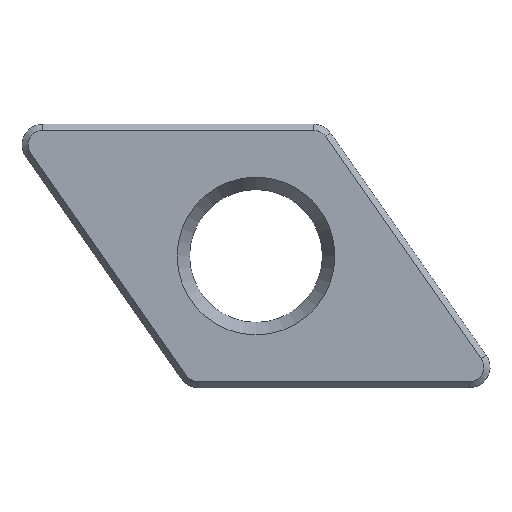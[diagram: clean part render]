
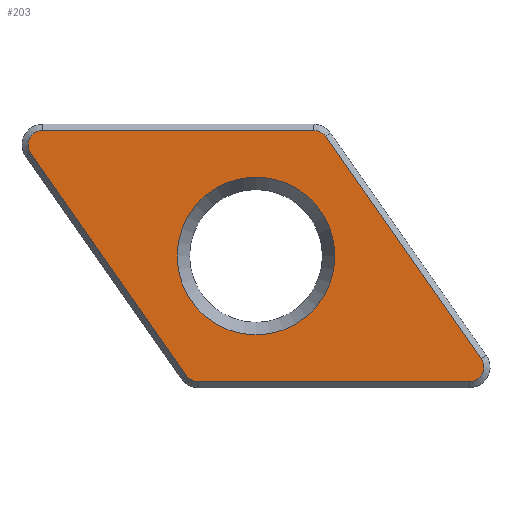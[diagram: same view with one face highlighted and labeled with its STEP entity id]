
A CAD part, front view. The second image highlights one B-rep face of the part: STEP entity #203.
In plain terms, the highlighted planar face has unit normal (0, -1, 0).
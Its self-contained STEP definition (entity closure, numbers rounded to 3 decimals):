
#12 = VERTEX_POINT ( 'NONE', #105 ) ;
#26 = CARTESIAN_POINT ( 'NONE',  ( -9.413, -3.18, 12.4 ) ) ;
#41 = VERTEX_POINT ( 'NONE', #26 ) ;
#44 = CIRCLE ( 'NONE', #396, 0.7 ) ;
#70 = CARTESIAN_POINT ( 'NONE',  ( -15.557, -3.18, 0.598 ) ) ;
#73 = DIRECTION ( 'NONE',  ( 0., -1., 0. ) ) ;
#74 = LINE ( 'NONE', #84, #325 ) ;
#80 = CARTESIAN_POINT ( 'NONE',  ( -8.893, -3.18, 0.3 ) ) ;
#81 = CARTESIAN_POINT ( 'NONE',  ( -8.893, -3.18, 12.4 ) ) ;
#84 = CARTESIAN_POINT ( 'NONE',  ( -9.138, -3.18, 12.528 ) ) ;
#99 = LINE ( 'NONE', #81, #490 ) ;
#104 = AXIS2_PLACEMENT_3D ( 'NONE', #607, #459, #609 ) ;
#105 = CARTESIAN_POINT ( 'NONE',  ( -1.921, -3.18, 0.3 ) ) ;
#122 = CARTESIAN_POINT ( 'NONE',  ( -19.05, -3.18, 5.588 ) ) ;
#126 = FACE_OUTER_BOUND ( 'NONE', #261, .T. ) ;
#144 = VERTEX_POINT ( 'NONE', #70 ) ;
#153 = DIRECTION ( 'NONE',  ( 0., 0., 1. ) ) ;
#156 = DIRECTION ( 'NONE',  ( 0., 1., 0. ) ) ;
#163 = ORIENTED_EDGE ( 'NONE', *, *, #547, .T. ) ;
#165 = DIRECTION ( 'NONE',  ( 0., 0., -1. ) ) ;
#167 = DIRECTION ( 'NONE',  ( 0.574, 0., -0.819 ) ) ;
#185 = VERTEX_POINT ( 'NONE', #343 ) ;
#194 = EDGE_CURVE ( 'NONE', #364, #144, #248, .T. ) ;
#203 = ADVANCED_FACE ( 'NONE', ( #294, #126 ), #300, .T. ) ;
#211 = CIRCLE ( 'NONE', #428, 0.7 ) ;
#215 = DIRECTION ( 'NONE',  ( 0., -1., 0. ) ) ;
#221 = EDGE_CURVE ( 'NONE', #41, #243, #99, .T. ) ;
#224 = CARTESIAN_POINT ( 'NONE',  ( -12.198, -3.18, 10.15 ) ) ;
#239 = EDGE_CURVE ( 'NONE', #369, #369, #389, .T. ) ;
#243 = VERTEX_POINT ( 'NONE', #298 ) ;
#248 = LINE ( 'NONE', #122, #327 ) ;
#252 = CARTESIAN_POINT ( 'NONE',  ( -23.049, -3.18, 11.298 ) ) ;
#257 = DIRECTION ( 'NONE',  ( 1., 0., 0. ) ) ;
#261 = EDGE_LOOP ( 'NONE', ( #574, #606, #373, #163, #385, #417, #536, #456 ) ) ;
#271 = CARTESIAN_POINT ( 'NONE',  ( -14.983, -3.18, 1. ) ) ;
#294 = FACE_BOUND ( 'NONE', #601, .T. ) ;
#298 = CARTESIAN_POINT ( 'NONE',  ( -22.475, -3.18, 12.4 ) ) ;
#300 = PLANE ( 'NONE',  #381 ) ;
#325 = VECTOR ( 'NONE', #361, 1000. ) ;
#327 = VECTOR ( 'NONE', #167, 1000. ) ;
#340 = VERTEX_POINT ( 'NONE', #544 ) ;
#343 = CARTESIAN_POINT ( 'NONE',  ( -8.84, -3.18, 12.102 ) ) ;
#352 = CARTESIAN_POINT ( 'NONE',  ( -1.921, -3.18, 1. ) ) ;
#356 = CARTESIAN_POINT ( 'NONE',  ( -9.413, -3.18, 11.7 ) ) ;
#360 = DIRECTION ( 'NONE',  ( 0., 0., -1. ) ) ;
#361 = DIRECTION ( 'NONE',  ( -0.574, 0., 0.819 ) ) ;
#364 = VERTEX_POINT ( 'NONE', #252 ) ;
#369 = VERTEX_POINT ( 'NONE', #224 ) ;
#373 = ORIENTED_EDGE ( 'NONE', *, *, #423, .T. ) ;
#381 = AXIS2_PLACEMENT_3D ( 'NONE', #510, #73, #401 ) ;
#383 = VECTOR ( 'NONE', #257, 1000. ) ;
#385 = ORIENTED_EDGE ( 'NONE', *, *, #460, .T. ) ;
#389 = CIRCLE ( 'NONE', #572, 3.8 ) ;
#396 = AXIS2_PLACEMENT_3D ( 'NONE', #356, #595, #165 ) ;
#401 = DIRECTION ( 'NONE',  ( 0., 0., -1. ) ) ;
#417 = ORIENTED_EDGE ( 'NONE', *, *, #221, .T. ) ;
#419 = AXIS2_PLACEMENT_3D ( 'NONE', #352, #215, #360 ) ;
#423 = EDGE_CURVE ( 'NONE', #12, #446, #516, .T. ) ;
#428 = AXIS2_PLACEMENT_3D ( 'NONE', #271, #465, #513 ) ;
#434 = LINE ( 'NONE', #80, #383 ) ;
#446 = VERTEX_POINT ( 'NONE', #602 ) ;
#452 = DIRECTION ( 'NONE',  ( -1., 0., 0. ) ) ;
#456 = ORIENTED_EDGE ( 'NONE', *, *, #194, .T. ) ;
#459 = DIRECTION ( 'NONE',  ( 0., -1., 0. ) ) ;
#460 = EDGE_CURVE ( 'NONE', #185, #41, #44, .T. ) ;
#465 = DIRECTION ( 'NONE',  ( 0., -1., 0. ) ) ;
#477 = EDGE_CURVE ( 'NONE', #340, #12, #434, .T. ) ;
#487 = CARTESIAN_POINT ( 'NONE',  ( -12.198, -3.18, 6.35 ) ) ;
#490 = VECTOR ( 'NONE', #452, 1000. ) ;
#510 = CARTESIAN_POINT ( 'NONE',  ( -8.893, -3.18, 12.7 ) ) ;
#513 = DIRECTION ( 'NONE',  ( 0., 0., -1. ) ) ;
#516 = CIRCLE ( 'NONE', #419, 0.7 ) ;
#520 = EDGE_CURVE ( 'NONE', #243, #364, #571, .T. ) ;
#536 = ORIENTED_EDGE ( 'NONE', *, *, #520, .T. ) ;
#544 = CARTESIAN_POINT ( 'NONE',  ( -14.983, -3.18, 0.3 ) ) ;
#547 = EDGE_CURVE ( 'NONE', #446, #185, #74, .T. ) ;
#571 = CIRCLE ( 'NONE', #104, 0.7 ) ;
#572 = AXIS2_PLACEMENT_3D ( 'NONE', #487, #156, #153 ) ;
#574 = ORIENTED_EDGE ( 'NONE', *, *, #586, .T. ) ;
#586 = EDGE_CURVE ( 'NONE', #144, #340, #211, .T. ) ;
#595 = DIRECTION ( 'NONE',  ( 0., -1., 0. ) ) ;
#601 = EDGE_LOOP ( 'NONE', ( #611 ) ) ;
#602 = CARTESIAN_POINT ( 'NONE',  ( -1.348, -3.18, 1.402 ) ) ;
#606 = ORIENTED_EDGE ( 'NONE', *, *, #477, .T. ) ;
#607 = CARTESIAN_POINT ( 'NONE',  ( -22.475, -3.18, 11.7 ) ) ;
#609 = DIRECTION ( 'NONE',  ( 0., 0., -1. ) ) ;
#611 = ORIENTED_EDGE ( 'NONE', *, *, #239, .T. ) ;
